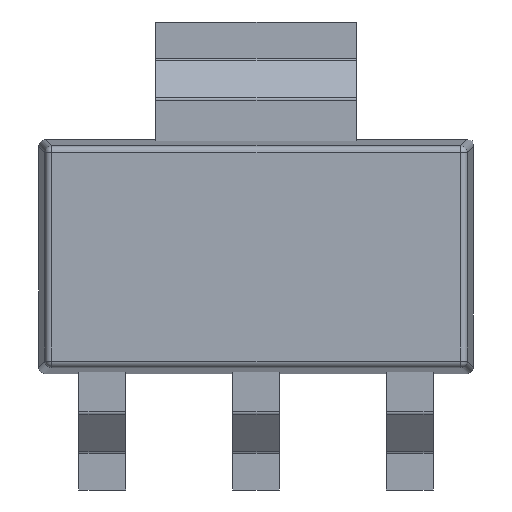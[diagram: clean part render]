
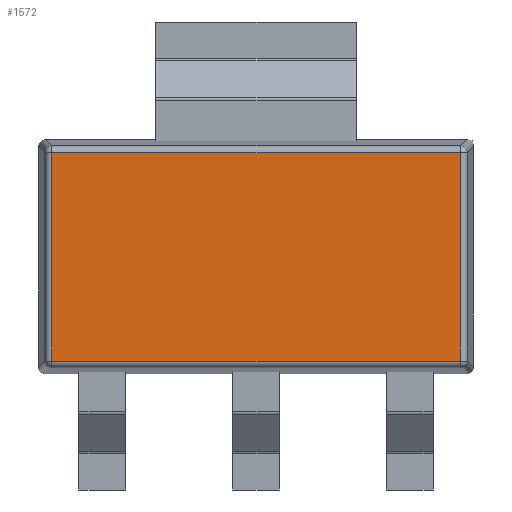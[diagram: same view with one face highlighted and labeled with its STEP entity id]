
A CAD part, front view. The second image highlights one B-rep face of the part: STEP entity #1572.
In plain terms, the highlighted planar face has unit normal (0, -1, 0).
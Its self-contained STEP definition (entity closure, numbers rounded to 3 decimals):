
#89=PLANE('',#1763);
#230=LINE('',#2679,#384);
#231=LINE('',#2682,#385);
#232=LINE('',#2684,#386);
#233=LINE('',#2686,#387);
#384=VECTOR('',#2176,1000.);
#385=VECTOR('',#2177,1000.);
#386=VECTOR('',#2178,1000.);
#387=VECTOR('',#2179,1000.);
#739=ORIENTED_EDGE('',*,*,#1030,.T.);
#740=ORIENTED_EDGE('',*,*,#1031,.T.);
#741=ORIENTED_EDGE('',*,*,#1032,.T.);
#742=ORIENTED_EDGE('',*,*,#1033,.T.);
#1030=EDGE_CURVE('',#1202,#1203,#230,.F.);
#1031=EDGE_CURVE('',#1203,#1204,#231,.F.);
#1032=EDGE_CURVE('',#1204,#1205,#232,.F.);
#1033=EDGE_CURVE('',#1205,#1202,#233,.F.);
#1202=VERTEX_POINT('',#2680);
#1203=VERTEX_POINT('',#2681);
#1204=VERTEX_POINT('',#2683);
#1205=VERTEX_POINT('',#2685);
#1348=EDGE_LOOP('',(#739,#740,#741,#742));
#1442=FACE_BOUND('',#1348,.T.);
#1572=ADVANCED_FACE('',(#1442),#89,.T.);
#1763=AXIS2_PLACEMENT_3D('',#2678,#2174,#2175);
#2174=DIRECTION('',(0.,-1.,0.));
#2175=DIRECTION('',(0.,0.,-1.));
#2176=DIRECTION('',(1.,0.,0.));
#2177=DIRECTION('',(0.,0.,1.));
#2178=DIRECTION('',(-1.,0.,0.));
#2179=DIRECTION('',(0.,0.,-1.));
#2678=CARTESIAN_POINT('',(-2.754,-1.14,-0.938));
#2679=CARTESIAN_POINT('',(-2.654,-1.14,2.371));
#2680=CARTESIAN_POINT('',(3.555,-1.14,2.371));
#2681=CARTESIAN_POINT('',(-2.562,-1.14,2.371));
#2682=CARTESIAN_POINT('',(-2.562,-1.14,-0.838));
#2683=CARTESIAN_POINT('',(-2.562,-1.14,-0.746));
#2684=CARTESIAN_POINT('',(3.647,-1.14,-0.746));
#2685=CARTESIAN_POINT('',(3.555,-1.14,-0.746));
#2686=CARTESIAN_POINT('',(3.555,-1.14,2.463));
